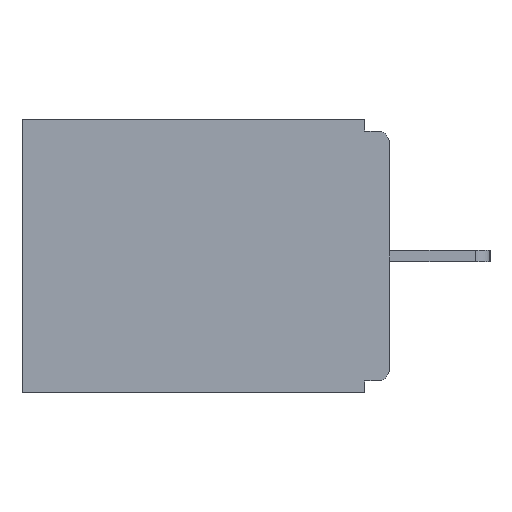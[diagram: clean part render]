
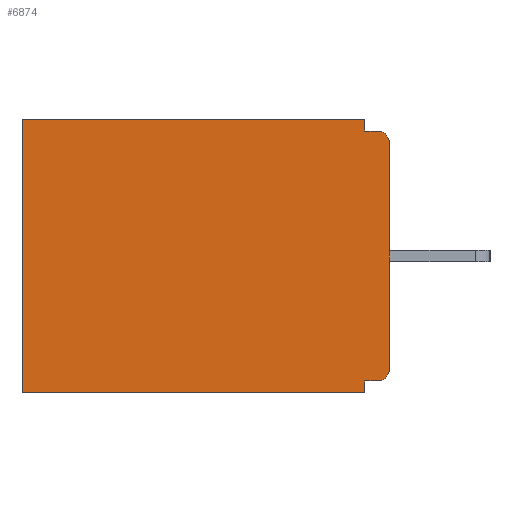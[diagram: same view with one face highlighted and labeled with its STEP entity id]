
A CAD part, left-side view. The second image highlights one B-rep face of the part: STEP entity #6874.
In plain terms, the highlighted planar face has unit normal (-1, 0, 0).
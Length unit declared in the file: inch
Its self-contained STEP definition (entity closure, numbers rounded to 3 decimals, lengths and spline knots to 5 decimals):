
#120 = CARTESIAN_POINT ( 'NONE',  ( 0.298, 0.031, -0.328 ) ) ;
#246 = LINE ( 'NONE', #1884, #2304 ) ;
#351 = EDGE_CURVE ( 'NONE', #3003, #2510, #9058, .T. ) ;
#401 = EDGE_CURVE ( 'NONE', #3003, #858, #8956, .T. ) ;
#452 = DIRECTION ( 'NONE',  ( 0., 1., 0. ) ) ;
#858 = VERTEX_POINT ( 'NONE', #7576 ) ;
#1282 = EDGE_CURVE ( 'NONE', #1844, #7652, #7096, .T. ) ;
#1323 = CARTESIAN_POINT ( 'NONE',  ( 0.298, 0., -0.328 ) ) ;
#1461 = CARTESIAN_POINT ( 'NONE',  ( 0.298, 0.031, 0. ) ) ;
#1616 = AXIS2_PLACEMENT_3D ( 'NONE', #8732, #4828, #8450 ) ;
#1844 = VERTEX_POINT ( 'NONE', #120 ) ;
#1884 = CARTESIAN_POINT ( 'NONE',  ( 0.298, 0.031, -0.343 ) ) ;
#1919 = PLANE ( 'NONE',  #6331 ) ;
#1933 = VECTOR ( 'NONE', #7351, 39.37008 ) ;
#1950 = LINE ( 'NONE', #4660, #1933 ) ;
#1979 = VECTOR ( 'NONE', #452, 39.37008 ) ;
#2017 = LINE ( 'NONE', #7531, #1979 ) ;
#2021 = EDGE_LOOP ( 'NONE', ( #6257, #4865, #7627, #2447, #4707, #3433, #2920, #8136, #7220, #7286 ) ) ;
#2023 = CARTESIAN_POINT ( 'NONE',  ( 0.298, 0., -0.03 ) ) ;
#2062 = DIRECTION ( 'NONE',  ( 0., 0., -1. ) ) ;
#2124 = CARTESIAN_POINT ( 'NONE',  ( 0.298, 0., 0. ) ) ;
#2184 = VERTEX_POINT ( 'NONE', #6049 ) ;
#2242 = DIRECTION ( 'NONE',  ( 1., 0., 0. ) ) ;
#2304 = VECTOR ( 'NONE', #8729, 39.37008 ) ;
#2447 = ORIENTED_EDGE ( 'NONE', *, *, #2716, .T. ) ;
#2510 = VERTEX_POINT ( 'NONE', #3624 ) ;
#2716 = EDGE_CURVE ( 'NONE', #5414, #3053, #4606, .T. ) ;
#2920 = ORIENTED_EDGE ( 'NONE', *, *, #1282, .F. ) ;
#3003 = VERTEX_POINT ( 'NONE', #2023 ) ;
#3053 = VERTEX_POINT ( 'NONE', #5416 ) ;
#3136 = EDGE_CURVE ( 'NONE', #3053, #8781, #3867, .T. ) ;
#3433 = ORIENTED_EDGE ( 'NONE', *, *, #4194, .F. ) ;
#3624 = CARTESIAN_POINT ( 'NONE',  ( 0.298, 0., -0.313 ) ) ;
#3858 = VECTOR ( 'NONE', #9775, 39.37008 ) ;
#3867 = LINE ( 'NONE', #9374, #3858 ) ;
#3906 = DIRECTION ( 'NONE',  ( 0., 0., -1. ) ) ;
#3926 = FACE_OUTER_BOUND ( 'NONE', #2021, .T. ) ;
#4194 = EDGE_CURVE ( 'NONE', #7652, #8781, #2017, .T. ) ;
#4196 = CARTESIAN_POINT ( 'NONE',  ( 0.298, 0., 0. ) ) ;
#4237 = EDGE_CURVE ( 'NONE', #7292, #858, #1950, .T. ) ;
#4601 = VECTOR ( 'NONE', #6821, 39.37008 ) ;
#4606 = LINE ( 'NONE', #4196, #4601 ) ;
#4660 = CARTESIAN_POINT ( 'NONE',  ( 0.298, 0., -0.015 ) ) ;
#4707 = ORIENTED_EDGE ( 'NONE', *, *, #3136, .T. ) ;
#4726 = LINE ( 'NONE', #1323, #8413 ) ;
#4806 = DIRECTION ( 'NONE',  ( 0., 1., 0. ) ) ;
#4828 = DIRECTION ( 'NONE',  ( -1., 0., 0. ) ) ;
#4865 = ORIENTED_EDGE ( 'NONE', *, *, #4237, .F. ) ;
#4966 = CARTESIAN_POINT ( 'NONE',  ( 0.298, 0.031, -0.343 ) ) ;
#5414 = VERTEX_POINT ( 'NONE', #1461 ) ;
#5416 = CARTESIAN_POINT ( 'NONE',  ( 0.298, 0.46, 0. ) ) ;
#5549 = DIRECTION ( 'NONE',  ( 0., 0., -1. ) ) ;
#5657 = EDGE_CURVE ( 'NONE', #2184, #1844, #4726, .T. ) ;
#5821 = EDGE_CURVE ( 'NONE', #5414, #7292, #246, .T. ) ;
#5878 = CARTESIAN_POINT ( 'NONE',  ( 0.298, 0., 0. ) ) ;
#6049 = CARTESIAN_POINT ( 'NONE',  ( 0.298, 0.015, -0.328 ) ) ;
#6257 = ORIENTED_EDGE ( 'NONE', *, *, #401, .T. ) ;
#6279 = EDGE_CURVE ( 'NONE', #2184, #2510, #9533, .T. ) ;
#6331 = AXIS2_PLACEMENT_3D ( 'NONE', #2124, #2242, #2062 ) ;
#6821 = DIRECTION ( 'NONE',  ( 0., 1., 0. ) ) ;
#6874 = ADVANCED_FACE ( 'NONE', ( #3926 ), #1919, .F. ) ;
#7096 = LINE ( 'NONE', #9807, #7136 ) ;
#7136 = VECTOR ( 'NONE', #9221, 39.37008 ) ;
#7199 = DIRECTION ( 'NONE',  ( -1., 0., 0. ) ) ;
#7220 = ORIENTED_EDGE ( 'NONE', *, *, #6279, .T. ) ;
#7286 = ORIENTED_EDGE ( 'NONE', *, *, #351, .F. ) ;
#7292 = VERTEX_POINT ( 'NONE', #8157 ) ;
#7347 = CARTESIAN_POINT ( 'NONE',  ( 0.298, 0.46, -0.343 ) ) ;
#7351 = DIRECTION ( 'NONE',  ( 0., -1., 0. ) ) ;
#7469 = AXIS2_PLACEMENT_3D ( 'NONE', #7504, #7199, #3906 ) ;
#7504 = CARTESIAN_POINT ( 'NONE',  ( 0.298, 0.015, -0.313 ) ) ;
#7531 = CARTESIAN_POINT ( 'NONE',  ( 0.298, 0., -0.343 ) ) ;
#7576 = CARTESIAN_POINT ( 'NONE',  ( 0.298, 0.015, -0.015 ) ) ;
#7627 = ORIENTED_EDGE ( 'NONE', *, *, #5821, .F. ) ;
#7652 = VERTEX_POINT ( 'NONE', #4966 ) ;
#8136 = ORIENTED_EDGE ( 'NONE', *, *, #5657, .F. ) ;
#8157 = CARTESIAN_POINT ( 'NONE',  ( 0.298, 0.031, -0.015 ) ) ;
#8413 = VECTOR ( 'NONE', #4806, 39.37008 ) ;
#8450 = DIRECTION ( 'NONE',  ( 0., 0., -1. ) ) ;
#8729 = DIRECTION ( 'NONE',  ( 0., 0., -1. ) ) ;
#8732 = CARTESIAN_POINT ( 'NONE',  ( 0.298, 0.015, -0.03 ) ) ;
#8781 = VERTEX_POINT ( 'NONE', #7347 ) ;
#8956 = CIRCLE ( 'NONE', #1616, 0.015 ) ;
#9046 = VECTOR ( 'NONE', #5549, 39.37008 ) ;
#9058 = LINE ( 'NONE', #5878, #9046 ) ;
#9221 = DIRECTION ( 'NONE',  ( 0., 0., -1. ) ) ;
#9374 = CARTESIAN_POINT ( 'NONE',  ( 0.298, 0.46, 0. ) ) ;
#9533 = CIRCLE ( 'NONE', #7469, 0.015 ) ;
#9775 = DIRECTION ( 'NONE',  ( 0., 0., -1. ) ) ;
#9807 = CARTESIAN_POINT ( 'NONE',  ( 0.298, 0.031, -0.343 ) ) ;
